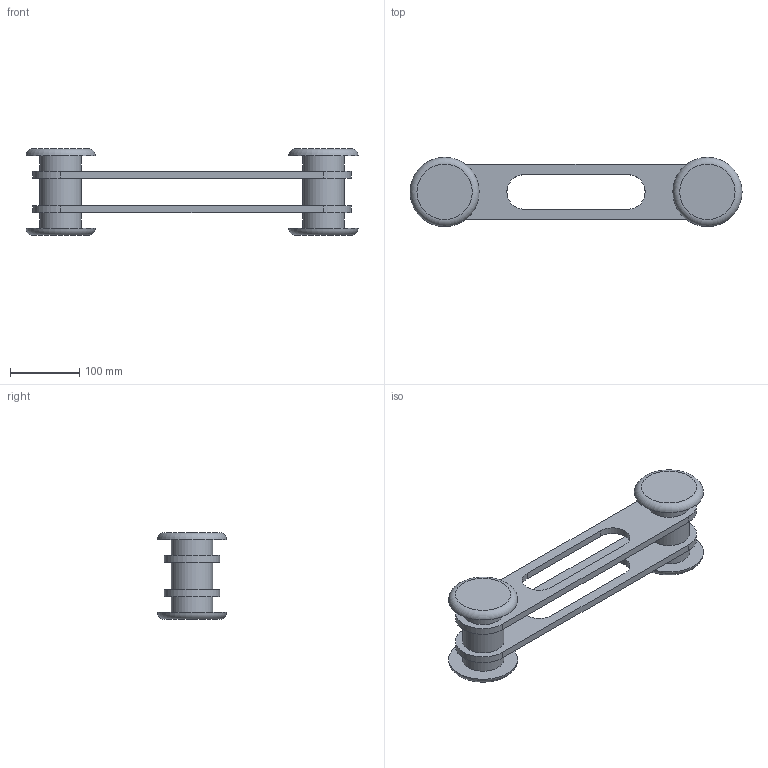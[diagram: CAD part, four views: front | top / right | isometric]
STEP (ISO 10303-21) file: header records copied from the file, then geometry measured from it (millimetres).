
FILE_DESCRIPTION (( 'STEP AP214' ), '1' );
FILE_NAME ('eslabon_1.STEP', '2025-11-24T04:17:42', ( '' ), ( '' ), 'SwSTEP 2.0', 'SolidWorks 2025', '' );
FILE_SCHEMA (( 'AUTOMOTIVE_DESIGN' ));
Length unit declared in the file: millimetre
Products named in the file (1): eslabon_1
Bounding box: 480 x 100 x 125 mm (x, y, z)
Volume: 1288321.1 mm3; surface area: 201162.2 mm2
Topology: 1 solids, 1 shells, 38 faces, 84 edges, 58 vertices
Faces by surface type: plane 20, cylinder 14, torus 4
Full cylindrical faces by diameter (mm): 60 x6
Entity records: 1003 total; most frequent: DIRECTION 182, CARTESIAN_POINT 159, ORIENTED_EDGE 136, AXIS2_PLACEMENT_3D 75, EDGE_CURVE 68, EDGE_LOOP 64, VERTEX_POINT 52, FACE_OUTER_BOUND 48
